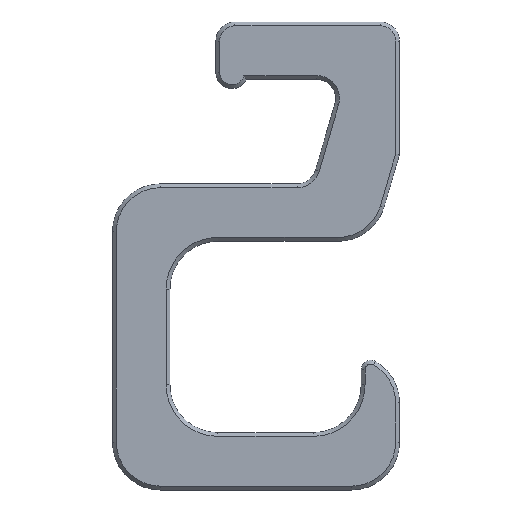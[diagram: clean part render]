
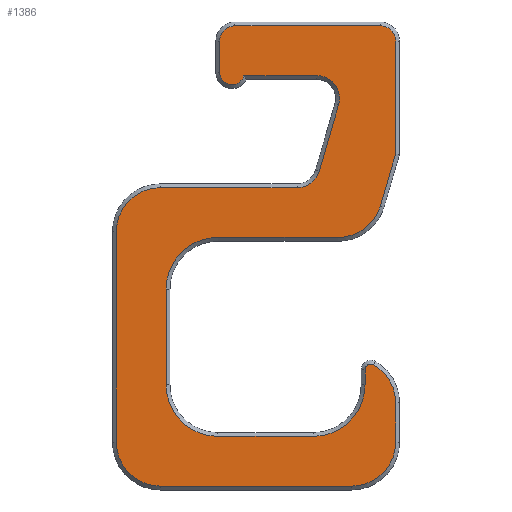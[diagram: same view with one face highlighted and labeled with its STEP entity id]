
A CAD part, top view. The second image highlights one B-rep face of the part: STEP entity #1386.
In plain terms, the highlighted planar face has unit normal (0, 0, 1).
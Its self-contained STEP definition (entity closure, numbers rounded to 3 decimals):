
#69=PLANE('',#1542);
#152=FACE_OUTER_BOUND('',#238,.T.);
#238=EDGE_LOOP('',(#1227,#1228,#1229,#1230,#1231,#1232,#1233,#1234,#1235,
#1236,#1237,#1238,#1239,#1240,#1241,#1242,#1243,#1244,#1245,#1246,#1247,
#1248,#1249,#1250,#1251,#1252,#1253,#1254));
#326=LINE('',#2210,#464);
#330=LINE('',#2219,#468);
#333=LINE('',#2234,#471);
#337=LINE('',#2246,#475);
#341=LINE('',#2258,#479);
#345=LINE('',#2268,#483);
#348=LINE('',#2276,#486);
#352=LINE('',#2288,#490);
#355=LINE('',#2296,#493);
#358=LINE('',#2304,#496);
#361=LINE('',#2312,#499);
#363=LINE('',#2318,#501);
#366=LINE('',#2329,#504);
#370=LINE('',#2341,#508);
#464=VECTOR('',#1788,10.);
#468=VECTOR('',#1794,10.);
#471=VECTOR('',#1805,10.);
#475=VECTOR('',#1817,10.);
#479=VECTOR('',#1829,10.);
#483=VECTOR('',#1841,10.);
#486=VECTOR('',#1850,10.);
#490=VECTOR('',#1864,10.);
#493=VECTOR('',#1873,10.);
#496=VECTOR('',#1882,10.);
#499=VECTOR('',#1891,10.);
#501=VECTOR('',#1899,10.);
#504=VECTOR('',#1910,10.);
#508=VECTOR('',#1922,10.);
#559=CIRCLE('',#1489,6.);
#561=CIRCLE('',#1493,6.);
#563=CIRCLE('',#1497,11.5);
#565=CIRCLE('',#1501,11.5);
#566=CIRCLE('',#1504,11.5);
#567=CIRCLE('',#1507,11.5);
#568=CIRCLE('',#1509,1.5);
#569=CIRCLE('',#1512,13.5);
#570=CIRCLE('',#1515,13.5);
#571=CIRCLE('',#1518,13.5);
#572=CIRCLE('',#1521,11.5);
#574=CIRCLE('',#1525,4.);
#576=CIRCLE('',#1529,4.);
#577=CIRCLE('',#1532,3.2);
#651=VERTEX_POINT('',#2207);
#652=VERTEX_POINT('',#2209);
#655=VERTEX_POINT('',#2216);
#656=VERTEX_POINT('',#2218);
#658=VERTEX_POINT('',#2227);
#660=VERTEX_POINT('',#2232);
#662=VERTEX_POINT('',#2239);
#664=VERTEX_POINT('',#2244);
#666=VERTEX_POINT('',#2251);
#668=VERTEX_POINT('',#2256);
#669=VERTEX_POINT('',#2262);
#670=VERTEX_POINT('',#2266);
#671=VERTEX_POINT('',#2270);
#672=VERTEX_POINT('',#2274);
#673=VERTEX_POINT('',#2278);
#674=VERTEX_POINT('',#2282);
#675=VERTEX_POINT('',#2286);
#676=VERTEX_POINT('',#2290);
#677=VERTEX_POINT('',#2294);
#678=VERTEX_POINT('',#2298);
#679=VERTEX_POINT('',#2302);
#680=VERTEX_POINT('',#2306);
#681=VERTEX_POINT('',#2310);
#682=VERTEX_POINT('',#2314);
#684=VERTEX_POINT('',#2322);
#686=VERTEX_POINT('',#2327);
#688=VERTEX_POINT('',#2334);
#690=VERTEX_POINT('',#2339);
#806=EDGE_CURVE('',#651,#652,#326,.T.);
#810=EDGE_CURVE('',#655,#656,#330,.T.);
#814=EDGE_CURVE('',#658,#655,#559,.T.);
#816=EDGE_CURVE('',#660,#658,#333,.T.);
#820=EDGE_CURVE('',#662,#660,#561,.T.);
#822=EDGE_CURVE('',#664,#662,#337,.T.);
#826=EDGE_CURVE('',#666,#664,#563,.T.);
#828=EDGE_CURVE('',#668,#666,#341,.T.);
#832=EDGE_CURVE('',#669,#668,#565,.T.);
#834=EDGE_CURVE('',#670,#669,#345,.T.);
#836=EDGE_CURVE('',#671,#670,#566,.T.);
#838=EDGE_CURVE('',#672,#671,#348,.T.);
#840=EDGE_CURVE('',#673,#672,#567,.T.);
#842=EDGE_CURVE('',#674,#673,#568,.T.);
#844=EDGE_CURVE('',#675,#674,#352,.T.);
#846=EDGE_CURVE('',#676,#675,#569,.T.);
#848=EDGE_CURVE('',#677,#676,#355,.T.);
#850=EDGE_CURVE('',#678,#677,#570,.T.);
#852=EDGE_CURVE('',#679,#678,#358,.T.);
#854=EDGE_CURVE('',#680,#679,#571,.T.);
#856=EDGE_CURVE('',#681,#680,#361,.T.);
#858=EDGE_CURVE('',#682,#681,#572,.T.);
#859=EDGE_CURVE('',#652,#682,#363,.T.);
#862=EDGE_CURVE('',#684,#651,#574,.T.);
#864=EDGE_CURVE('',#686,#684,#366,.T.);
#868=EDGE_CURVE('',#688,#686,#576,.T.);
#870=EDGE_CURVE('',#690,#688,#370,.T.);
#872=EDGE_CURVE('',#656,#690,#577,.T.);
#1227=ORIENTED_EDGE('',*,*,#810,.F.);
#1228=ORIENTED_EDGE('',*,*,#814,.F.);
#1229=ORIENTED_EDGE('',*,*,#816,.F.);
#1230=ORIENTED_EDGE('',*,*,#820,.F.);
#1231=ORIENTED_EDGE('',*,*,#822,.F.);
#1232=ORIENTED_EDGE('',*,*,#826,.F.);
#1233=ORIENTED_EDGE('',*,*,#828,.F.);
#1234=ORIENTED_EDGE('',*,*,#832,.F.);
#1235=ORIENTED_EDGE('',*,*,#834,.F.);
#1236=ORIENTED_EDGE('',*,*,#836,.F.);
#1237=ORIENTED_EDGE('',*,*,#838,.F.);
#1238=ORIENTED_EDGE('',*,*,#840,.F.);
#1239=ORIENTED_EDGE('',*,*,#842,.F.);
#1240=ORIENTED_EDGE('',*,*,#844,.F.);
#1241=ORIENTED_EDGE('',*,*,#846,.F.);
#1242=ORIENTED_EDGE('',*,*,#848,.F.);
#1243=ORIENTED_EDGE('',*,*,#850,.F.);
#1244=ORIENTED_EDGE('',*,*,#852,.F.);
#1245=ORIENTED_EDGE('',*,*,#854,.F.);
#1246=ORIENTED_EDGE('',*,*,#856,.F.);
#1247=ORIENTED_EDGE('',*,*,#858,.F.);
#1248=ORIENTED_EDGE('',*,*,#859,.F.);
#1249=ORIENTED_EDGE('',*,*,#806,.F.);
#1250=ORIENTED_EDGE('',*,*,#862,.F.);
#1251=ORIENTED_EDGE('',*,*,#864,.F.);
#1252=ORIENTED_EDGE('',*,*,#868,.F.);
#1253=ORIENTED_EDGE('',*,*,#870,.F.);
#1254=ORIENTED_EDGE('',*,*,#872,.F.);
#1386=ADVANCED_FACE('',(#152),#69,.T.);
#1489=AXIS2_PLACEMENT_3D('',#2229,#1800,#1801);
#1493=AXIS2_PLACEMENT_3D('',#2241,#1812,#1813);
#1497=AXIS2_PLACEMENT_3D('',#2253,#1824,#1825);
#1501=AXIS2_PLACEMENT_3D('',#2264,#1836,#1837);
#1504=AXIS2_PLACEMENT_3D('',#2272,#1845,#1846);
#1507=AXIS2_PLACEMENT_3D('',#2280,#1854,#1855);
#1509=AXIS2_PLACEMENT_3D('',#2284,#1859,#1860);
#1512=AXIS2_PLACEMENT_3D('',#2292,#1868,#1869);
#1515=AXIS2_PLACEMENT_3D('',#2300,#1877,#1878);
#1518=AXIS2_PLACEMENT_3D('',#2308,#1886,#1887);
#1521=AXIS2_PLACEMENT_3D('',#2316,#1895,#1896);
#1525=AXIS2_PLACEMENT_3D('',#2324,#1905,#1906);
#1529=AXIS2_PLACEMENT_3D('',#2336,#1917,#1918);
#1532=AXIS2_PLACEMENT_3D('',#2344,#1926,#1927);
#1542=AXIS2_PLACEMENT_3D('',#2362,#1954,#1955);
#1788=DIRECTION('',(0.,-1.,0.));
#1794=DIRECTION('',(-1.,0.,0.));
#1800=DIRECTION('center_axis',(0.,0.,1.));
#1801=DIRECTION('ref_axis',(0.8,0.599,0.));
#1805=DIRECTION('',(0.281,0.96,0.));
#1812=DIRECTION('center_axis',(0.,0.,1.));
#1813=DIRECTION('ref_axis',(0.599,-0.8,0.));
#1817=DIRECTION('',(1.,0.,0.));
#1824=DIRECTION('center_axis',(0.,0.,-1.));
#1825=DIRECTION('ref_axis',(-0.707,0.707,0.));
#1829=DIRECTION('',(0.,1.,0.));
#1836=DIRECTION('center_axis',(0.,0.,-1.));
#1837=DIRECTION('ref_axis',(-0.707,-0.707,0.));
#1841=DIRECTION('',(-1.,0.,0.));
#1845=DIRECTION('center_axis',(0.,0.,-1.));
#1846=DIRECTION('ref_axis',(0.707,-0.707,0.));
#1850=DIRECTION('',(0.,-1.,0.));
#1854=DIRECTION('center_axis',(0.,0.,-1.));
#1855=DIRECTION('ref_axis',(0.2,0.98,0.));
#1859=DIRECTION('center_axis',(0.,0.,-1.));
#1860=DIRECTION('ref_axis',(-0.5,0.866,0.));
#1864=DIRECTION('',(0.,1.,0.));
#1868=DIRECTION('center_axis',(0.,0.,1.));
#1869=DIRECTION('ref_axis',(0.707,-0.707,0.));
#1873=DIRECTION('',(1.,0.,0.));
#1877=DIRECTION('center_axis',(0.,0.,1.));
#1878=DIRECTION('ref_axis',(-0.707,-0.707,0.));
#1882=DIRECTION('',(0.,-1.,0.));
#1886=DIRECTION('center_axis',(0.,0.,1.));
#1887=DIRECTION('ref_axis',(-0.707,0.707,0.));
#1891=DIRECTION('',(-1.,0.,0.));
#1895=DIRECTION('center_axis',(0.,0.,-1.));
#1896=DIRECTION('ref_axis',(0.599,-0.8,0.));
#1899=DIRECTION('',(-0.281,-0.96,0.));
#1905=DIRECTION('center_axis',(0.,0.,-1.));
#1906=DIRECTION('ref_axis',(0.707,0.707,0.));
#1910=DIRECTION('',(1.,0.,0.));
#1917=DIRECTION('center_axis',(0.,0.,-1.));
#1918=DIRECTION('ref_axis',(-0.707,0.707,0.));
#1922=DIRECTION('',(0.,1.,0.));
#1926=DIRECTION('center_axis',(0.,0.,-1.));
#1927=DIRECTION('ref_axis',(0.905,-0.426,0.));
#1954=DIRECTION('center_axis',(0.,0.,1.));
#1955=DIRECTION('ref_axis',(1.,0.,0.));
#2207=CARTESIAN_POINT('',(39.,37.3,10.));
#2209=CARTESIAN_POINT('',(39.,7.84,10.));
#2210=CARTESIAN_POINT('',(39.,-5.577,10.));
#2216=CARTESIAN_POINT('',(18.325,28.3,10.));
#2218=CARTESIAN_POINT('',(-0.699,28.3,10.));
#2219=CARTESIAN_POINT('',(1.25,28.3,10.));
#2227=CARTESIAN_POINT('',(24.082,20.613,10.));
#2229=CARTESIAN_POINT('Origin',(18.325,22.3,10.));
#2232=CARTESIAN_POINT('',(19.013,3.313,10.));
#2234=CARTESIAN_POINT('',(18.843,2.733,10.));
#2239=CARTESIAN_POINT('',(13.255,-1.,10.));
#2241=CARTESIAN_POINT('Origin',(13.255,5.,10.));
#2244=CARTESIAN_POINT('',(-22.5,-1.,10.));
#2246=CARTESIAN_POINT('',(9.75,-1.,10.));
#2251=CARTESIAN_POINT('',(-34.,-12.5,10.));
#2253=CARTESIAN_POINT('Origin',(-22.5,-12.5,10.));
#2256=CARTESIAN_POINT('',(-34.,-67.5,10.));
#2258=CARTESIAN_POINT('',(-34.,-9.425,10.));
#2262=CARTESIAN_POINT('',(-22.5,-79.,10.));
#2264=CARTESIAN_POINT('Origin',(-22.5,-67.5,10.));
#2266=CARTESIAN_POINT('',(27.5,-79.,10.));
#2268=CARTESIAN_POINT('',(-16.25,-79.,10.));
#2270=CARTESIAN_POINT('',(39.,-67.5,10.));
#2272=CARTESIAN_POINT('Origin',(27.5,-67.5,10.));
#2274=CARTESIAN_POINT('',(39.,-57.247,10.));
#2276=CARTESIAN_POINT('',(39.,-49.425,10.));
#2278=CARTESIAN_POINT('',(33.25,-47.288,10.));
#2280=CARTESIAN_POINT('Origin',(27.5,-57.247,10.));
#2282=CARTESIAN_POINT('',(31.,-48.587,10.));
#2284=CARTESIAN_POINT('Origin',(32.5,-48.587,10.));
#2286=CARTESIAN_POINT('',(31.,-52.5,10.));
#2288=CARTESIAN_POINT('',(31.,-31.925,10.));
#2290=CARTESIAN_POINT('',(17.5,-66.,10.));
#2292=CARTESIAN_POINT('Origin',(17.5,-52.5,10.));
#2294=CARTESIAN_POINT('',(-7.5,-66.,10.));
#2296=CARTESIAN_POINT('',(16.25,-66.,10.));
#2298=CARTESIAN_POINT('',(-21.,-52.5,10.));
#2300=CARTESIAN_POINT('Origin',(-7.5,-52.5,10.));
#2302=CARTESIAN_POINT('',(-21.,-27.5,10.));
#2304=CARTESIAN_POINT('',(-21.,-41.925,10.));
#2306=CARTESIAN_POINT('',(-7.5,-14.,10.));
#2308=CARTESIAN_POINT('Origin',(-7.5,-27.5,10.));
#2310=CARTESIAN_POINT('',(23.986,-14.,10.));
#2312=CARTESIAN_POINT('',(-8.75,-14.,10.));
#2314=CARTESIAN_POINT('',(35.022,-5.734,10.));
#2316=CARTESIAN_POINT('Origin',(23.986,-2.5,10.));
#2318=CARTESIAN_POINT('',(30.65,-20.654,10.));
#2322=CARTESIAN_POINT('',(35.,41.3,10.));
#2324=CARTESIAN_POINT('Origin',(35.,37.3,10.));
#2327=CARTESIAN_POINT('',(-3.,41.3,10.));
#2329=CARTESIAN_POINT('',(21.25,41.3,10.));
#2334=CARTESIAN_POINT('',(-7.,37.3,10.));
#2336=CARTESIAN_POINT('Origin',(-3.,37.3,10.));
#2339=CARTESIAN_POINT('',(-7.,29.089,10.));
#2341=CARTESIAN_POINT('',(-7.,11.725,10.));
#2344=CARTESIAN_POINT('Origin',(-3.8,29.089,10.));
#2362=CARTESIAN_POINT('Origin',(2.5,-18.85,10.));
